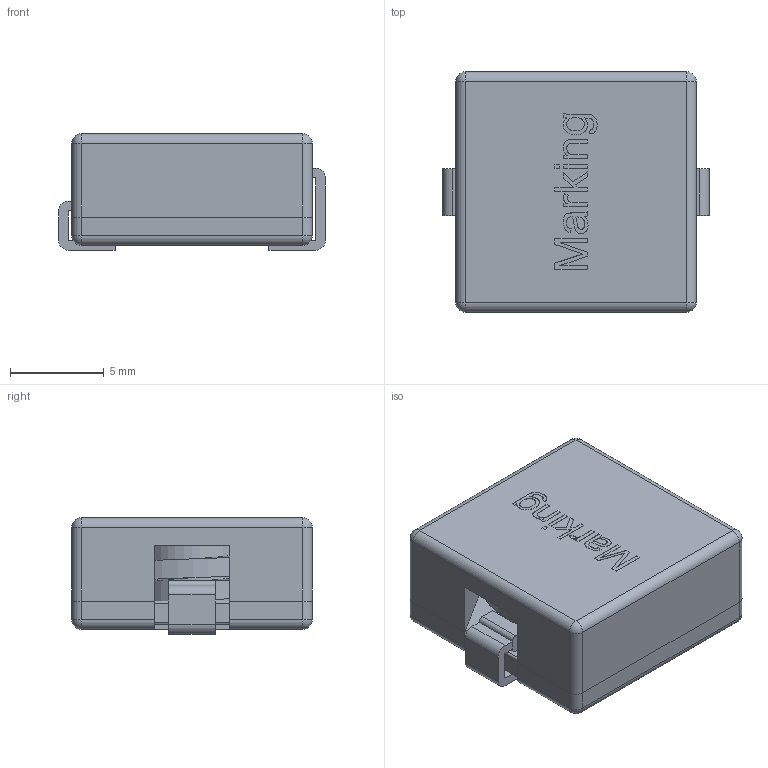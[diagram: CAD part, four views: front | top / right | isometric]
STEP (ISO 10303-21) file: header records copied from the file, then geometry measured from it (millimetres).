
FILE_DESCRIPTION( ( 'Unknown' ), '1' );
FILE_NAME( '7443551x.stp', 'Unknown', ( 'Unknown' ), ( 'Unknown' ), 'PSStep 19.0.9', 'Unknown', ' ' );
FILE_SCHEMA( ( 'AUTOMOTIVE_DESIGN { 1 0 10303 214 1 1 1 1 }' ) );
Length unit declared in the file: millimetre
Products named in the file (4): Assem1; Boden; Deckel
Assembly tree (3 placements, depth 2):
  Assem1
    Boden
    Boden
    Deckel
Bounding box: 14.2 x 12.8 x 6.2 mm (x, y, z)
Volume: 849.8 mm3; surface area: 1409 mm2
Topology: 3 solids, 3 shells, 182 faces, 464 edges, 292 vertices
Faces by surface type: plane 113, cylinder 39, extrusion 16, sphere 8, bspline 6
Full cylindrical faces by diameter (mm): 5.2 x1
Entity records: 7807 total; most frequent: CARTESIAN_POINT 2207, ORIENTED_EDGE 908, DIRECTION 720, EDGE_CURVE 454, VERTEX_POINT 292, VECTOR 248, AXIS2_PLACEMENT_3D 236, LINE 232
